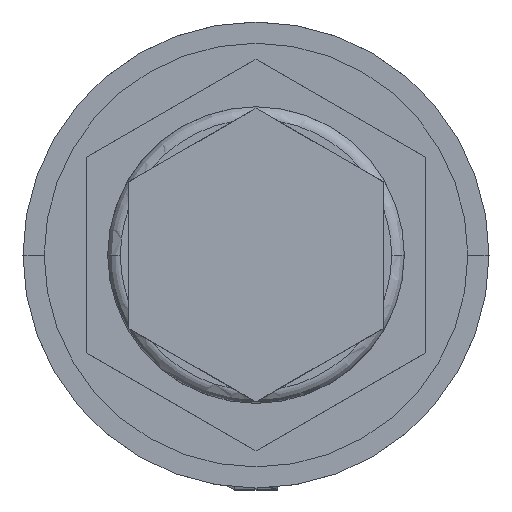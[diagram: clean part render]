
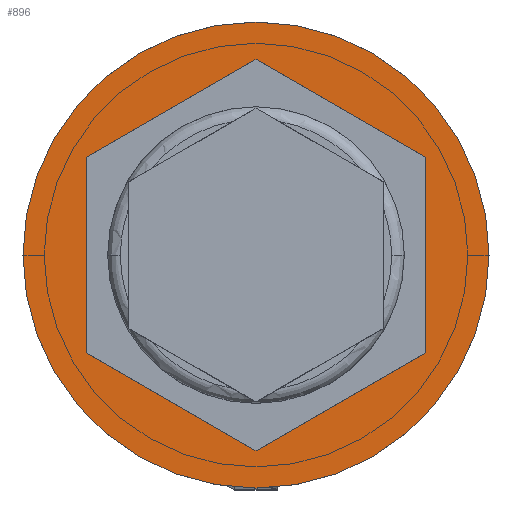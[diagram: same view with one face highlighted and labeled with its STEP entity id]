
A CAD part, top view. The second image highlights one B-rep face of the part: STEP entity #896.
In plain terms, the highlighted planar face has unit normal (0, 0, 1).
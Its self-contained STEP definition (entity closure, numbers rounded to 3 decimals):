
#156 = CARTESIAN_POINT ( 'NONE',  ( 0., 4.619, 0. ) ) ;
#239 = EDGE_LOOP ( 'NONE', ( #892, #4069 ) ) ;
#339 = EDGE_CURVE ( 'NONE', #2395, #2337, #2661, .T. ) ;
#429 = LINE ( 'NONE', #2643, #3145 ) ;
#468 = ORIENTED_EDGE ( 'NONE', *, *, #2005, .F. ) ;
#515 = ORIENTED_EDGE ( 'NONE', *, *, #3765, .F. ) ;
#593 = LINE ( 'NONE', #2497, #635 ) ;
#635 = VECTOR ( 'NONE', #1905, 1000. ) ;
#680 = AXIS2_PLACEMENT_3D ( 'NONE', #2525, #956, #3447 ) ;
#682 = AXIS2_PLACEMENT_3D ( 'NONE', #3171, #2558, #3836 ) ;
#694 = CARTESIAN_POINT ( 'NONE',  ( 0., -4.619, 0. ) ) ;
#702 = CARTESIAN_POINT ( 'NONE',  ( -4., 2.309, 0. ) ) ;
#741 = VERTEX_POINT ( 'NONE', #702 ) ;
#788 = DIRECTION ( 'NONE',  ( -0.866, -0.5, 0. ) ) ;
#892 = ORIENTED_EDGE ( 'NONE', *, *, #339, .T. ) ;
#896 = ADVANCED_FACE ( 'NONE', ( #1924, #2785 ), #1295, .T. ) ;
#956 = DIRECTION ( 'NONE',  ( 0., 0., 1. ) ) ;
#979 = VERTEX_POINT ( 'NONE', #3204 ) ;
#1000 = CARTESIAN_POINT ( 'NONE',  ( 5.5, 0., 0. ) ) ;
#1130 = CARTESIAN_POINT ( 'NONE',  ( 0., 0., 0. ) ) ;
#1228 = VECTOR ( 'NONE', #3420, 1000. ) ;
#1252 = CARTESIAN_POINT ( 'NONE',  ( 4., -2.309, 0. ) ) ;
#1295 = PLANE ( 'NONE',  #682 ) ;
#1299 = DIRECTION ( 'NONE',  ( 0.866, -0.5, 0. ) ) ;
#1362 = AXIS2_PLACEMENT_3D ( 'NONE', #1130, #2657, #1998 ) ;
#1366 = LINE ( 'NONE', #3990, #2604 ) ;
#1613 = LINE ( 'NONE', #3176, #2864 ) ;
#1780 = EDGE_CURVE ( 'NONE', #2790, #979, #1613, .T. ) ;
#1792 = ORIENTED_EDGE ( 'NONE', *, *, #3614, .F. ) ;
#1905 = DIRECTION ( 'NONE',  ( -0.866, 0.5, 0. ) ) ;
#1924 = FACE_BOUND ( 'NONE', #3920, .T. ) ;
#1965 = EDGE_CURVE ( 'NONE', #3412, #741, #1366, .T. ) ;
#1998 = DIRECTION ( 'NONE',  ( 1., 0., 0. ) ) ;
#2005 = EDGE_CURVE ( 'NONE', #741, #2790, #429, .T. ) ;
#2018 = ORIENTED_EDGE ( 'NONE', *, *, #3667, .F. ) ;
#2165 = CARTESIAN_POINT ( 'NONE',  ( 4., 2.309, 0. ) ) ;
#2337 = VERTEX_POINT ( 'NONE', #3265 ) ;
#2395 = VERTEX_POINT ( 'NONE', #1000 ) ;
#2497 = CARTESIAN_POINT ( 'NONE',  ( 4., 2.309, 0. ) ) ;
#2525 = CARTESIAN_POINT ( 'NONE',  ( 0., 0., 0. ) ) ;
#2558 = DIRECTION ( 'NONE',  ( 0., 0., 1. ) ) ;
#2604 = VECTOR ( 'NONE', #788, 1000. ) ;
#2624 = DIRECTION ( 'NONE',  ( 0., -1., 0. ) ) ;
#2643 = CARTESIAN_POINT ( 'NONE',  ( -4., 2.309, 0. ) ) ;
#2657 = DIRECTION ( 'NONE',  ( 0., 0., 1. ) ) ;
#2661 = CIRCLE ( 'NONE', #680, 5.5 ) ;
#2785 = FACE_OUTER_BOUND ( 'NONE', #239, .T. ) ;
#2790 = VERTEX_POINT ( 'NONE', #3925 ) ;
#2864 = VECTOR ( 'NONE', #1299, 1000. ) ;
#2887 = DIRECTION ( 'NONE',  ( 0.866, 0.5, 0. ) ) ;
#3085 = CIRCLE ( 'NONE', #1362, 5.5 ) ;
#3145 = VECTOR ( 'NONE', #2624, 1000. ) ;
#3171 = CARTESIAN_POINT ( 'NONE',  ( 0., 0., 0. ) ) ;
#3176 = CARTESIAN_POINT ( 'NONE',  ( -4., -2.309, 0. ) ) ;
#3204 = CARTESIAN_POINT ( 'NONE',  ( 0., -4.619, 0. ) ) ;
#3265 = CARTESIAN_POINT ( 'NONE',  ( -5.5, 0., 0. ) ) ;
#3281 = EDGE_CURVE ( 'NONE', #2337, #2395, #3085, .T. ) ;
#3412 = VERTEX_POINT ( 'NONE', #156 ) ;
#3420 = DIRECTION ( 'NONE',  ( 0., 1., 0. ) ) ;
#3447 = DIRECTION ( 'NONE',  ( 1., 0., 0. ) ) ;
#3588 = VERTEX_POINT ( 'NONE', #3755 ) ;
#3611 = VERTEX_POINT ( 'NONE', #2165 ) ;
#3614 = EDGE_CURVE ( 'NONE', #3611, #3412, #593, .T. ) ;
#3667 = EDGE_CURVE ( 'NONE', #3588, #3611, #4052, .T. ) ;
#3723 = ORIENTED_EDGE ( 'NONE', *, *, #1965, .F. ) ;
#3755 = CARTESIAN_POINT ( 'NONE',  ( 4., -2.309, 0. ) ) ;
#3765 = EDGE_CURVE ( 'NONE', #979, #3588, #3852, .T. ) ;
#3836 = DIRECTION ( 'NONE',  ( 1., 0., 0. ) ) ;
#3846 = ORIENTED_EDGE ( 'NONE', *, *, #1780, .F. ) ;
#3852 = LINE ( 'NONE', #694, #3888 ) ;
#3888 = VECTOR ( 'NONE', #2887, 1000. ) ;
#3920 = EDGE_LOOP ( 'NONE', ( #1792, #2018, #515, #3846, #468, #3723 ) ) ;
#3925 = CARTESIAN_POINT ( 'NONE',  ( -4., -2.309, 0. ) ) ;
#3990 = CARTESIAN_POINT ( 'NONE',  ( 0., 4.619, 0. ) ) ;
#4052 = LINE ( 'NONE', #1252, #1228 ) ;
#4069 = ORIENTED_EDGE ( 'NONE', *, *, #3281, .T. ) ;
